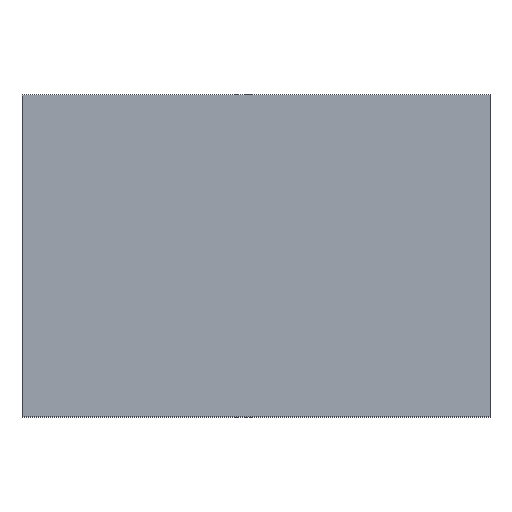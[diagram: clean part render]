
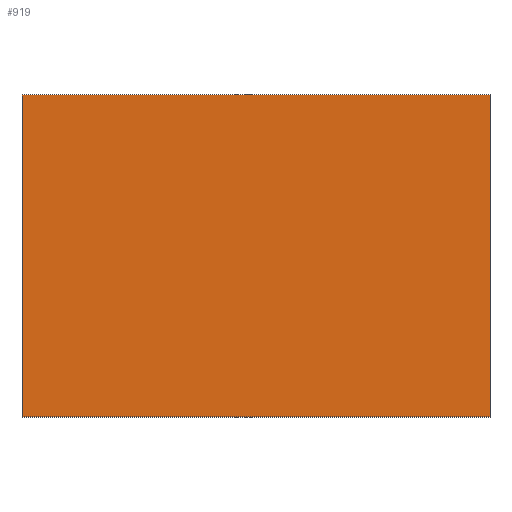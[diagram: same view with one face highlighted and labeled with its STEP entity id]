
A CAD part, top view. The second image highlights one B-rep face of the part: STEP entity #919.
In plain terms, the highlighted planar face has unit normal (0, 0, 1).
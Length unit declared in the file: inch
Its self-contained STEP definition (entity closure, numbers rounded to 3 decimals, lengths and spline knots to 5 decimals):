
#903 = EDGE_CURVE ( 'NONE', #28246, #923, #20520, .T. ) ;
#919 = ADVANCED_FACE ( 'NONE', ( #20537 ), #20536, .T. ) ;
#920 = EDGE_LOOP ( 'NONE', ( #921, #925, #927, #982 ) ) ;
#921 = ORIENTED_EDGE ( 'NONE', *, *, #922, .T. ) ;
#922 = EDGE_CURVE ( 'NONE', #923, #924, #20531, .T. ) ;
#923 = VERTEX_POINT ( 'NONE', #20527 ) ;
#924 = VERTEX_POINT ( 'NONE', #20526 ) ;
#925 = ORIENTED_EDGE ( 'NONE', *, *, #926, .T. ) ;
#926 = EDGE_CURVE ( 'NONE', #924, #28249, #20525, .T. ) ;
#927 = ORIENTED_EDGE ( 'NONE', *, *, #28248, .T. ) ;
#982 = ORIENTED_EDGE ( 'NONE', *, *, #903, .T. ) ;
#10303 = CARTESIAN_POINT ( 'NONE',  ( -7.21, -9.91, 3.31 ) ) ;
#10304 = DIRECTION ( 'NONE',  ( 1., 0., 0. ) ) ;
#10305 = VECTOR ( 'NONE', #10304, 39.37008 ) ;
#10306 = CARTESIAN_POINT ( 'NONE',  ( -7.21, -9.91, 3.31 ) ) ;
#10307 = LINE ( 'NONE', #10306, #10305 ) ;
#10308 = CARTESIAN_POINT ( 'NONE',  ( 7.21, -9.91, 3.31 ) ) ;
#20517 = DIRECTION ( 'NONE',  ( 0., 1., 0. ) ) ;
#20518 = VECTOR ( 'NONE', #20517, 39.37008 ) ;
#20519 = CARTESIAN_POINT ( 'NONE',  ( 7.21, -25.77697, 3.31 ) ) ;
#20520 = LINE ( 'NONE', #20519, #20518 ) ;
#20522 = DIRECTION ( 'NONE',  ( 0., -1., 0. ) ) ;
#20523 = VECTOR ( 'NONE', #20522, 39.37008 ) ;
#20524 = CARTESIAN_POINT ( 'NONE',  ( -7.21, -25.77697, 3.31 ) ) ;
#20525 = LINE ( 'NONE', #20524, #20523 ) ;
#20526 = CARTESIAN_POINT ( 'NONE',  ( -7.21, 0., 3.31 ) ) ;
#20527 = CARTESIAN_POINT ( 'NONE',  ( 7.21, 0., 3.31 ) ) ;
#20528 = DIRECTION ( 'NONE',  ( -1., 0., 0. ) ) ;
#20529 = VECTOR ( 'NONE', #20528, 39.37008 ) ;
#20530 = CARTESIAN_POINT ( 'NONE',  ( -7.21, 0., 3.31 ) ) ;
#20531 = LINE ( 'NONE', #20530, #20529 ) ;
#20532 = DIRECTION ( 'NONE',  ( 1., 0., 0. ) ) ;
#20533 = DIRECTION ( 'NONE',  ( 0., 0., 1. ) ) ;
#20534 = CARTESIAN_POINT ( 'NONE',  ( -7.21, -25.77697, 3.31 ) ) ;
#20535 = AXIS2_PLACEMENT_3D ( 'NONE', #20534, #20533, #20532 ) ;
#20536 = PLANE ( 'NONE',  #20535 ) ;
#20537 = FACE_OUTER_BOUND ( 'NONE', #920, .T. ) ;
#28246 = VERTEX_POINT ( 'NONE', #10308 ) ;
#28248 = EDGE_CURVE ( 'NONE', #28249, #28246, #10307, .T. ) ;
#28249 = VERTEX_POINT ( 'NONE', #10303 ) ;
